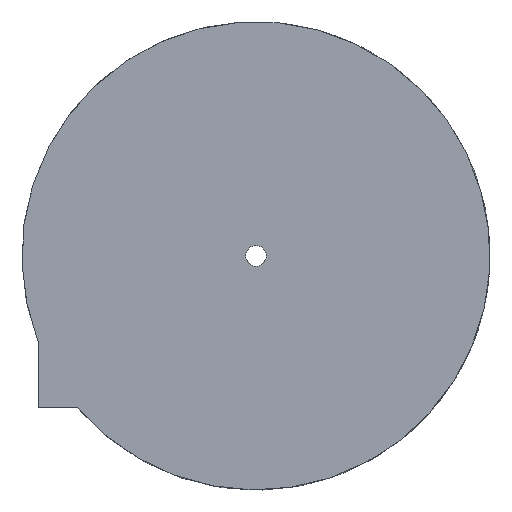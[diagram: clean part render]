
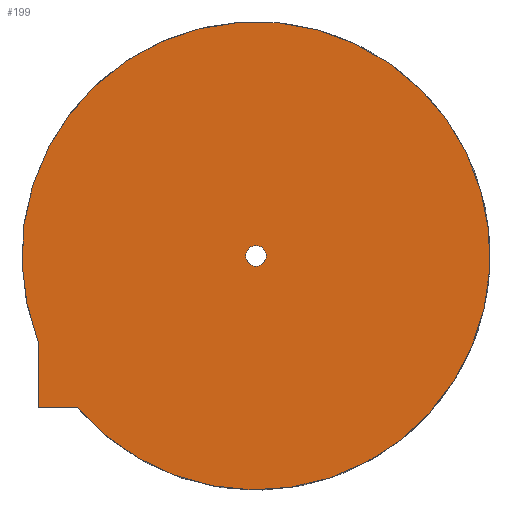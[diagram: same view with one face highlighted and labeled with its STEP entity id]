
A CAD part, top view. The second image highlights one B-rep face of the part: STEP entity #199.
In plain terms, the highlighted planar face has unit normal (0, 0, 1).
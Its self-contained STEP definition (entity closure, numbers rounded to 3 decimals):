
#15=FACE_BOUND('',#45,.T.);
#22=PLANE('',#242);
#33=FACE_OUTER_BOUND('',#44,.T.);
#44=EDGE_LOOP('',(#177,#178,#179));
#45=EDGE_LOOP('',(#180));
#53=LINE('',#320,#70);
#63=LINE('',#345,#80);
#70=VECTOR('',#259,10.);
#80=VECTOR('',#283,10.);
#84=CIRCLE('',#230,60.);
#89=CIRCLE('',#240,2.65);
#95=VERTEX_POINT('',#314);
#97=VERTEX_POINT('',#318);
#98=VERTEX_POINT('',#324);
#106=VERTEX_POINT('',#351);
#115=EDGE_CURVE('',#95,#97,#53,.T.);
#117=EDGE_CURVE('',#98,#95,#84,.T.);
#128=EDGE_CURVE('',#97,#98,#63,.T.);
#131=EDGE_CURVE('',#106,#106,#89,.T.);
#177=ORIENTED_EDGE('',*,*,#117,.T.);
#178=ORIENTED_EDGE('',*,*,#115,.T.);
#179=ORIENTED_EDGE('',*,*,#128,.T.);
#180=ORIENTED_EDGE('',*,*,#131,.T.);
#199=ADVANCED_FACE('',(#33,#15),#22,.T.);
#230=AXIS2_PLACEMENT_3D('',#325,#265,#266);
#240=AXIS2_PLACEMENT_3D('',#352,#294,#295);
#242=AXIS2_PLACEMENT_3D('',#356,#299,#300);
#259=DIRECTION('',(0.,-1.,0.));
#265=DIRECTION('center_axis',(0.,0.,1.));
#266=DIRECTION('ref_axis',(1.,0.,0.));
#283=DIRECTION('',(1.,0.,0.));
#294=DIRECTION('center_axis',(0.,0.,-1.));
#295=DIRECTION('ref_axis',(-1.,0.,0.));
#299=DIRECTION('center_axis',(0.,0.,1.));
#300=DIRECTION('ref_axis',(1.,0.,0.));
#314=CARTESIAN_POINT('',(-55.779,-22.106,5.));
#318=CARTESIAN_POINT('',(-55.779,-38.785,5.));
#320=CARTESIAN_POINT('',(-55.779,-38.785,5.));
#324=CARTESIAN_POINT('',(-45.779,-38.785,5.));
#325=CARTESIAN_POINT('Origin',(0.,0.,5.));
#345=CARTESIAN_POINT('',(-45.779,-38.785,5.));
#351=CARTESIAN_POINT('',(2.65,0.,5.));
#352=CARTESIAN_POINT('Origin',(0.,0.,5.));
#356=CARTESIAN_POINT('Origin',(0.,0.,5.));
